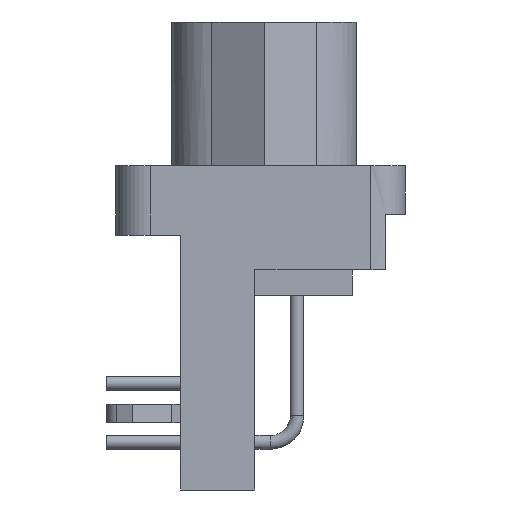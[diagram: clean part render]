
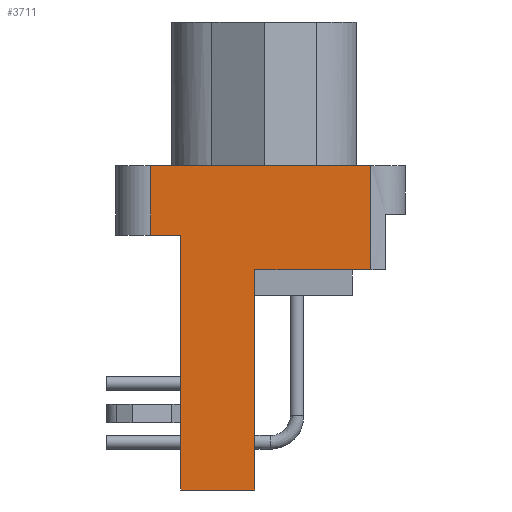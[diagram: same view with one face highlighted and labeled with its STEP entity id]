
A CAD part, left-side view. The second image highlights one B-rep face of the part: STEP entity #3711.
In plain terms, the highlighted free-form (B-spline) face has degree [1, 1] with [2, 2] control points.
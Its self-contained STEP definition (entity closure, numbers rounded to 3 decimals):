
#2529=CARTESIAN_POINT('V72',(-26.55,-8.715,
   0.5));
#2530=VERTEX_POINT('V72',#2529);
#2531=CARTESIAN_POINT('V71',(-26.55,-8.715,
   -4.0));
#2532=VERTEX_POINT('V71',#2531);
#2533=CARTESIAN_POINT('E100',(-26.55,-8.715,
   0.5));
#2534=CARTESIAN_POINT('E100',(-26.55,-8.715,
   -4.0));
#2535=QUASI_UNIFORM_CURVE('E100',1,(#2533,#2534),.POLYLINE_FORM.,.F.,
   .U.);
#2536=EDGE_CURVE('E100',#2530,#2532,#2535,.T.);
#3488=CARTESIAN_POINT('V70',(-26.55,-3.715,
   -4.0));
#3489=VERTEX_POINT('V70',#3488);
#3490=CARTESIAN_POINT('E99',(-26.55,-3.715,
   -4.0));
#3491=CARTESIAN_POINT('E99',(-26.55,-8.715,
   -4.0));
#3492=B_SPLINE_CURVE_WITH_KNOTS('E99',1,(#3490,#3491),
   .POLYLINE_FORM.,.F.,.U.,(2,2),(0.115,1.0),
   .UNSPECIFIED.);
#3493=EDGE_CURVE('E99',#3489,#2532,#3492,.T.);
#3530=CARTESIAN_POINT('V69',(-26.55,-3.715,
   -13.5));
#3531=VERTEX_POINT('V69',#3530);
#3532=CARTESIAN_POINT('E98',(-26.55,-3.715,
   -13.5));
#3533=CARTESIAN_POINT('E98',(-26.55,-3.715,
   -4.0));
#3534=QUASI_UNIFORM_CURVE('E98',1,(#3532,#3533),.POLYLINE_FORM.,.F.,
   .U.);
#3535=EDGE_CURVE('E98',#3531,#3489,#3534,.T.);
#3566=CARTESIAN_POINT('V68',(-26.55,-0.515,
   -13.5));
#3567=VERTEX_POINT('V68',#3566);
#3568=CARTESIAN_POINT('E97',(-26.55,-0.515,
   -13.5));
#3569=CARTESIAN_POINT('E97',(-26.55,-3.715,
   -13.5));
#3570=QUASI_UNIFORM_CURVE('E97',1,(#3568,#3569),.POLYLINE_FORM.,.F.,
   .U.);
#3571=EDGE_CURVE('E97',#3567,#3531,#3570,.T.);
#3643=CARTESIAN_POINT('V65',(-26.55,0.785,
   -2.5));
#3644=VERTEX_POINT('V65',#3643);
#3658=CARTESIAN_POINT('V66',(-26.55,0.785,
   0.5));
#3659=VERTEX_POINT('V66',#3658);
#3660=CARTESIAN_POINT('E93',(-26.55,0.785,
   0.5));
#3661=CARTESIAN_POINT('E93',(-26.55,0.785,
   -2.5));
#3662=QUASI_UNIFORM_CURVE('E93',1,(#3660,#3661),.POLYLINE_FORM.,.F.,
   .U.);
#3663=EDGE_CURVE('E93',#3659,#3644,#3662,.T.);
#3682=CARTESIAN_POINT('F41',(-26.55,3.01,
   -14.275));
#3683=CARTESIAN_POINT('F41',(-26.55,-10.94,
   -14.275));
#3684=CARTESIAN_POINT('F41',(-26.55,3.01,
   0.775));
#3685=CARTESIAN_POINT('F41',(-26.55,-10.94,
   0.775));
#3686=QUASI_UNIFORM_SURFACE('F41',1,1,((#3682,#3684),(#3683,#3685))
,.PLANE_SURF.,.F.,.F.,.U.);
#3687=ORIENTED_EDGE('E93',*,*,#3663,.T.);
#3688=CARTESIAN_POINT('V67',(-26.55,-0.515,
   -2.5));
#3689=VERTEX_POINT('V67',#3688);
#3690=CARTESIAN_POINT('E95',(-26.55,0.785,
   -2.5));
#3691=CARTESIAN_POINT('E95',(-26.55,-0.515,
   -2.5));
#3692=B_SPLINE_CURVE_WITH_KNOTS('E95',1,(#3690,#3691),
   .POLYLINE_FORM.,.F.,.U.,(2,2),(0.0,0.464),
   .UNSPECIFIED.);
#3693=EDGE_CURVE('E95',#3644,#3689,#3692,.T.);
#3694=ORIENTED_EDGE('E95',*,*,#3693,.T.);
#3695=CARTESIAN_POINT('E96',(-26.55,-0.515,
   -2.5));
#3696=CARTESIAN_POINT('E96',(-26.55,-0.515,
   -13.5));
#3697=QUASI_UNIFORM_CURVE('E96',1,(#3695,#3696),.POLYLINE_FORM.,.F.,
   .U.);
#3698=EDGE_CURVE('E96',#3689,#3567,#3697,.T.);
#3699=ORIENTED_EDGE('E96',*,*,#3698,.T.);
#3700=ORIENTED_EDGE('E97',*,*,#3571,.T.);
#3701=ORIENTED_EDGE('E98',*,*,#3535,.T.);
#3702=ORIENTED_EDGE('E99',*,*,#3493,.T.);
#3703=ORIENTED_EDGE('E100',*,*,#2536,.F.);
#3704=CARTESIAN_POINT('E101',(-26.55,-8.715,
   0.5));
#3705=CARTESIAN_POINT('E101',(-26.55,0.785,
   0.5));
#3706=B_SPLINE_CURVE_WITH_KNOTS('E101',1,(#3704,#3705),
   .POLYLINE_FORM.,.F.,.U.,(2,2),(0.0,19.0),.UNSPECIFIED.);
#3707=EDGE_CURVE('E101',#2530,#3659,#3706,.T.);
#3708=ORIENTED_EDGE('E101',*,*,#3707,.T.);
#3709=EDGE_LOOP('F41',(#3687,#3694,#3699,#3700,#3701,#3702,#3703,
   #3708));
#3710=FACE_OUTER_BOUND('F41',#3709,.T.);
#3711=ADVANCED_FACE('F41',(#3710),#3686,.T.);
